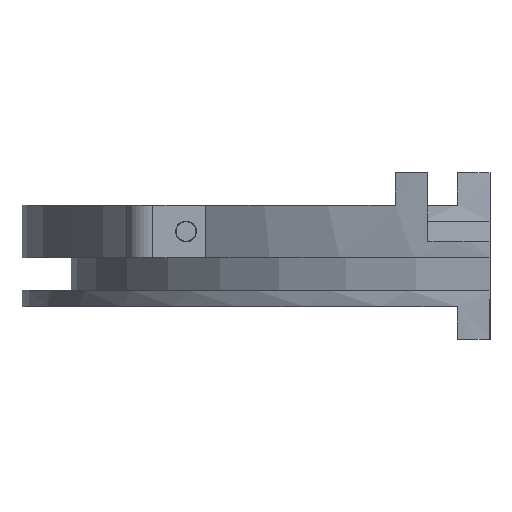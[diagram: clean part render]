
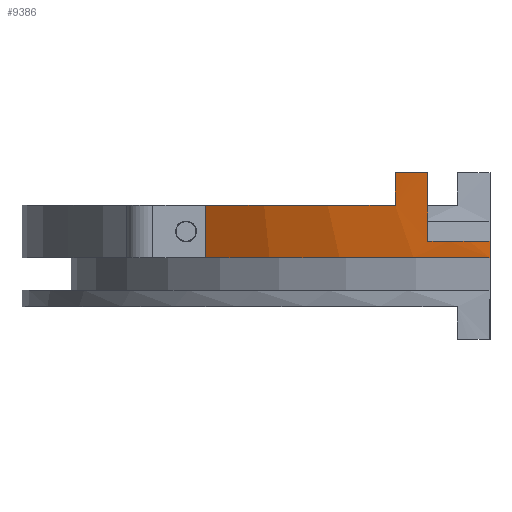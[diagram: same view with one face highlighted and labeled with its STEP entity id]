
A CAD part, front view. The second image highlights one B-rep face of the part: STEP entity #9386.
In plain terms, the highlighted cylindrical face has radius 148.1 mm (diameter 296.2 mm), a partial arc.
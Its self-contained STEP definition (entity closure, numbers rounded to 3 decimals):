
#128 = CARTESIAN_POINT ( 'NONE',  ( -24., -146.142, 0. ) ) ;
#197 = VERTEX_POINT ( 'NONE', #7636 ) ;
#267 = FACE_OUTER_BOUND ( 'NONE', #8919, .T. ) ;
#721 = EDGE_CURVE ( 'NONE', #5388, #10271, #1098, .T. ) ;
#852 = CIRCLE ( 'NONE', #9776, 148.1 ) ;
#908 = DIRECTION ( 'NONE',  ( 0., 0., 1. ) ) ;
#1098 = CIRCLE ( 'NONE', #13452, 148.1 ) ;
#1338 = CARTESIAN_POINT ( 'NONE',  ( 0., 0., 6. ) ) ;
#1447 = CARTESIAN_POINT ( 'NONE',  ( -34., -144.144, 21. ) ) ;
#1810 = CARTESIAN_POINT ( 'NONE',  ( -91.941, -116.105, -34.656 ) ) ;
#2242 = AXIS2_PLACEMENT_3D ( 'NONE', #3963, #7256, #9700 ) ;
#2287 = VECTOR ( 'NONE', #9621, 1000. ) ;
#2346 = ORIENTED_EDGE ( 'NONE', *, *, #7779, .F. ) ;
#2743 = ORIENTED_EDGE ( 'NONE', *, *, #4885, .F. ) ;
#2828 = CARTESIAN_POINT ( 'NONE',  ( -24., -146.142, 6. ) ) ;
#2927 = DIRECTION ( 'NONE',  ( 0., 0., 1. ) ) ;
#3055 = LINE ( 'NONE', #11785, #13718 ) ;
#3195 = ORIENTED_EDGE ( 'NONE', *, *, #8289, .T. ) ;
#3831 = AXIS2_PLACEMENT_3D ( 'NONE', #4142, #908, #9654 ) ;
#3911 = LINE ( 'NONE', #2828, #8646 ) ;
#3960 = CARTESIAN_POINT ( 'NONE',  ( 0., 0., -5. ) ) ;
#3963 = CARTESIAN_POINT ( 'NONE',  ( 0., 0., 0. ) ) ;
#4089 = LINE ( 'NONE', #6235, #13075 ) ;
#4142 = CARTESIAN_POINT ( 'NONE',  ( 0., 0., 11. ) ) ;
#4510 = ORIENTED_EDGE ( 'NONE', *, *, #6035, .F. ) ;
#4885 = EDGE_CURVE ( 'NONE', #7053, #9779, #852, .T. ) ;
#4972 = DIRECTION ( 'NONE',  ( -1., 0., 0. ) ) ;
#5080 = CARTESIAN_POINT ( 'NONE',  ( 0., 0., 21. ) ) ;
#5206 = CARTESIAN_POINT ( 'NONE',  ( -5., -148.016, 0. ) ) ;
#5388 = VERTEX_POINT ( 'NONE', #1447 ) ;
#5553 = ORIENTED_EDGE ( 'NONE', *, *, #721, .F. ) ;
#6035 = EDGE_CURVE ( 'NONE', #10271, #9360, #3911, .T. ) ;
#6074 = CARTESIAN_POINT ( 'NONE',  ( -5., -148.016, -5. ) ) ;
#6092 = DIRECTION ( 'NONE',  ( 0., 0., 1. ) ) ;
#6228 = DIRECTION ( 'NONE',  ( -1., 0., 0. ) ) ;
#6235 = CARTESIAN_POINT ( 'NONE',  ( -5., -148.016, -20. ) ) ;
#6357 = VERTEX_POINT ( 'NONE', #14006 ) ;
#6395 = VERTEX_POINT ( 'NONE', #5206 ) ;
#6419 = EDGE_CURVE ( 'NONE', #5388, #6357, #3055, .T. ) ;
#6955 = ORIENTED_EDGE ( 'NONE', *, *, #6419, .T. ) ;
#7043 = CIRCLE ( 'NONE', #2242, 148.1 ) ;
#7053 = VERTEX_POINT ( 'NONE', #6074 ) ;
#7256 = DIRECTION ( 'NONE',  ( 0., 0., -1. ) ) ;
#7636 = CARTESIAN_POINT ( 'NONE',  ( -91.941, -116.105, 11. ) ) ;
#7779 = EDGE_CURVE ( 'NONE', #9779, #197, #11827, .T. ) ;
#7793 = DIRECTION ( 'NONE',  ( 0., 0., -1. ) ) ;
#7802 = ORIENTED_EDGE ( 'NONE', *, *, #10928, .F. ) ;
#7945 = ORIENTED_EDGE ( 'NONE', *, *, #12709, .T. ) ;
#8257 = DIRECTION ( 'NONE',  ( 0., 0., -1. ) ) ;
#8289 = EDGE_CURVE ( 'NONE', #7053, #6395, #4089, .T. ) ;
#8646 = VECTOR ( 'NONE', #13711, 1000. ) ;
#8919 = EDGE_LOOP ( 'NONE', ( #2346, #2743, #3195, #7945, #4510, #5553, #6955, #7802 ) ) ;
#9012 = DIRECTION ( 'NONE',  ( -1., 0., 0. ) ) ;
#9360 = VERTEX_POINT ( 'NONE', #128 ) ;
#9386 = ADVANCED_FACE ( 'NONE', ( #267 ), #11222, .T. ) ;
#9447 = CARTESIAN_POINT ( 'NONE',  ( -24., -146.142, 21. ) ) ;
#9621 = DIRECTION ( 'NONE',  ( 0., 0., 1. ) ) ;
#9654 = DIRECTION ( 'NONE',  ( 1., 0., 0. ) ) ;
#9700 = DIRECTION ( 'NONE',  ( -1., 0., 0. ) ) ;
#9776 = AXIS2_PLACEMENT_3D ( 'NONE', #3960, #8257, #4972 ) ;
#9779 = VERTEX_POINT ( 'NONE', #13011 ) ;
#10007 = CIRCLE ( 'NONE', #3831, 148.1 ) ;
#10271 = VERTEX_POINT ( 'NONE', #9447 ) ;
#10928 = EDGE_CURVE ( 'NONE', #197, #6357, #10007, .T. ) ;
#11212 = DIRECTION ( 'NONE',  ( 0., 0., -1. ) ) ;
#11222 = CYLINDRICAL_SURFACE ( 'NONE', #11470, 148.1 ) ;
#11470 = AXIS2_PLACEMENT_3D ( 'NONE', #1338, #7793, #9012 ) ;
#11785 = CARTESIAN_POINT ( 'NONE',  ( -34., -144.144, 21. ) ) ;
#11827 = LINE ( 'NONE', #1810, #2287 ) ;
#12709 = EDGE_CURVE ( 'NONE', #6395, #9360, #7043, .T. ) ;
#13011 = CARTESIAN_POINT ( 'NONE',  ( -91.941, -116.105, -5. ) ) ;
#13075 = VECTOR ( 'NONE', #6092, 1000. ) ;
#13452 = AXIS2_PLACEMENT_3D ( 'NONE', #5080, #2927, #6228 ) ;
#13711 = DIRECTION ( 'NONE',  ( 0., 0., -1. ) ) ;
#13718 = VECTOR ( 'NONE', #11212, 1000. ) ;
#14006 = CARTESIAN_POINT ( 'NONE',  ( -34., -144.144, 11. ) ) ;
